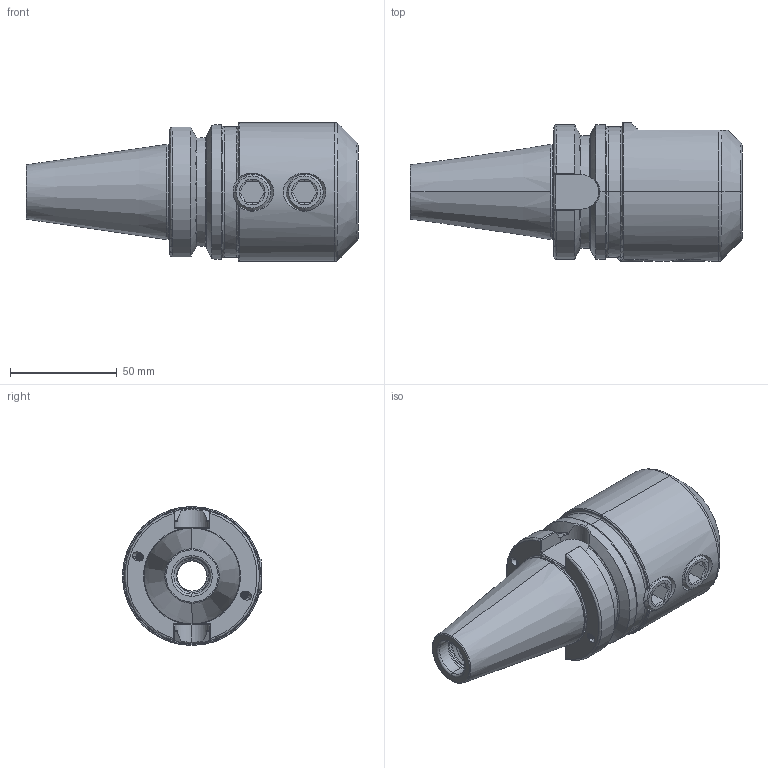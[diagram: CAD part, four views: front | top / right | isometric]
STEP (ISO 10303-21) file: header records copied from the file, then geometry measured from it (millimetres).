
FILE_DESCRIPTION (( 'STEP AP203' ), '1' );
FILE_NAME ('406.04.25.K.STEP', '2016-08-08T05:37:44', ( '' ), ( '' ), 'SwSTEP 2.0', 'SolidWorks 2012', '' );
FILE_SCHEMA (( 'CONFIG_CONTROL_DESIGN' ));
Length unit declared in the file: millimetre
Products named in the file (3): 406.04.25.K; 側固18_M18x2_20L
Assembly tree (3 placements, depth 2):
  406.04.25.K
    406.04.25.K
    側固18_M18x2_20L  x2
Bounding box: 155.4 x 65 x 65 mm (x, y, z)
Volume: 275214.7 mm3; surface area: 50358.3 mm2
Topology: 3 solids, 3 shells, 382 faces, 1057 edges, 679 vertices
Faces by surface type: cylinder 180, plane 76, torus 50, cone 42, bspline 34
Entity records: 28386 total; most frequent: CARTESIAN_POINT 20383, ORIENTED_EDGE 1902, DIRECTION 1328, EDGE_CURVE 951, VERTEX_POINT 612, AXIS2_PLACEMENT_3D 526, EDGE_LOOP 357, FACE_OUTER_BOUND 343
